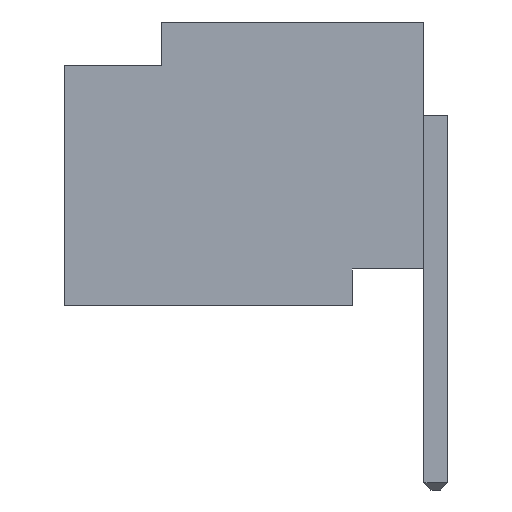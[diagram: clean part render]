
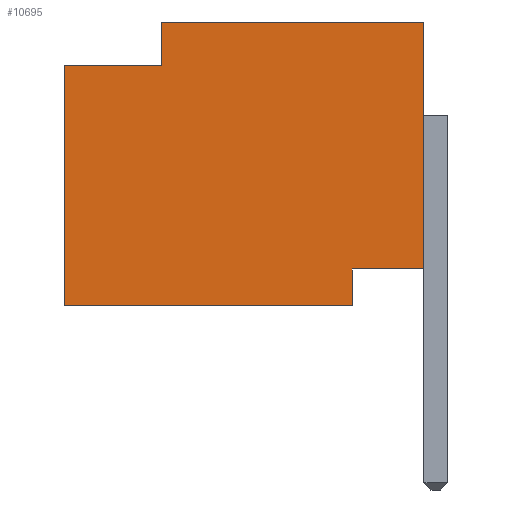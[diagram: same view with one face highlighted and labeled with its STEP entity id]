
A CAD part, left-side view. The second image highlights one B-rep face of the part: STEP entity #10695.
In plain terms, the highlighted planar face has unit normal (-1, 0, 0).
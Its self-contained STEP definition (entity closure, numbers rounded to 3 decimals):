
#630=ORIENTED_EDGE('',*,*,#2704,.T.);
#631=ORIENTED_EDGE('',*,*,#2786,.T.);
#632=ORIENTED_EDGE('',*,*,#2804,.T.);
#633=ORIENTED_EDGE('',*,*,#2805,.F.);
#634=ORIENTED_EDGE('',*,*,#2693,.F.);
#635=ORIENTED_EDGE('',*,*,#2797,.F.);
#636=ORIENTED_EDGE('',*,*,#2806,.F.);
#637=ORIENTED_EDGE('',*,*,#2807,.T.);
#2693=EDGE_CURVE('',#3785,#3786,#4481,.T.);
#2704=EDGE_CURVE('',#3796,#3795,#4492,.T.);
#2786=EDGE_CURVE('',#3795,#3873,#4574,.T.);
#2797=EDGE_CURVE('',#3881,#3785,#4585,.T.);
#2804=EDGE_CURVE('',#3873,#3886,#4592,.T.);
#2805=EDGE_CURVE('',#3786,#3886,#4593,.T.);
#2806=EDGE_CURVE('',#3887,#3881,#4594,.T.);
#2807=EDGE_CURVE('',#3887,#3796,#4595,.T.);
#3785=VERTEX_POINT('',#13611);
#3786=VERTEX_POINT('',#13613);
#3795=VERTEX_POINT('',#13634);
#3796=VERTEX_POINT('',#13636);
#3873=VERTEX_POINT('',#13797);
#3881=VERTEX_POINT('',#13819);
#3886=VERTEX_POINT('',#13834);
#3887=VERTEX_POINT('',#13837);
#4481=LINE('',#13612,#5309);
#4492=LINE('',#13635,#5320);
#4574=LINE('',#13798,#5402);
#4585=LINE('',#13820,#5413);
#4592=LINE('',#13833,#5420);
#4593=LINE('',#13835,#5421);
#4594=LINE('',#13836,#5422);
#4595=LINE('',#13838,#5423);
#5309=VECTOR('',#11794,1000.);
#5320=VECTOR('',#11809,1000.);
#5402=VECTOR('',#11897,1000.);
#5413=VECTOR('',#11914,1000.);
#5420=VECTOR('',#11925,1000.);
#5421=VECTOR('',#11926,1000.);
#5422=VECTOR('',#11927,1000.);
#5423=VECTOR('',#11928,1000.);
#6021=EDGE_LOOP('',(#630,#631,#632,#633,#634,#635,#636,#637));
#6527=FACE_BOUND('',#6021,.T.);
#7020=PLANE('',#11184);
#10695=ADVANCED_FACE('',(#6527),#7020,.T.);
#11184=AXIS2_PLACEMENT_3D('',#13832,#11923,#11924);
#11794=DIRECTION('',(0.,-1.,0.));
#11809=DIRECTION('',(0.,-1.,0.));
#11897=DIRECTION('',(0.,0.,1.));
#11914=DIRECTION('',(0.,0.,1.));
#11923=DIRECTION('',(-1.,0.,0.));
#11924=DIRECTION('',(0.,1.,0.));
#11925=DIRECTION('',(0.,-1.,0.));
#11926=DIRECTION('',(0.,0.,-1.));
#11927=DIRECTION('',(0.,-1.,0.));
#11928=DIRECTION('',(0.,0.,-1.));
#13611=CARTESIAN_POINT('',(-8.998,3.073,3.327));
#13612=CARTESIAN_POINT('',(-8.998,1.27,3.327));
#13613=CARTESIAN_POINT('',(-8.998,0.,3.327));
#13634=CARTESIAN_POINT('',(-8.998,0.838,0.));
#13635=CARTESIAN_POINT('',(-8.998,1.27,0.));
#13636=CARTESIAN_POINT('',(-8.998,4.216,0.));
#13797=CARTESIAN_POINT('',(-8.998,0.838,0.432));
#13798=CARTESIAN_POINT('',(-8.998,0.838,0.));
#13819=CARTESIAN_POINT('',(-8.998,3.073,2.819));
#13820=CARTESIAN_POINT('',(-8.998,3.073,2.819));
#13832=CARTESIAN_POINT('',(-8.998,1.27,3.327));
#13833=CARTESIAN_POINT('',(-8.998,0.838,0.432));
#13834=CARTESIAN_POINT('',(-8.998,0.,0.432));
#13835=CARTESIAN_POINT('',(-8.998,0.,3.327));
#13836=CARTESIAN_POINT('',(-8.998,4.216,2.819));
#13837=CARTESIAN_POINT('',(-8.998,4.216,2.819));
#13838=CARTESIAN_POINT('',(-8.998,4.216,3.327));
